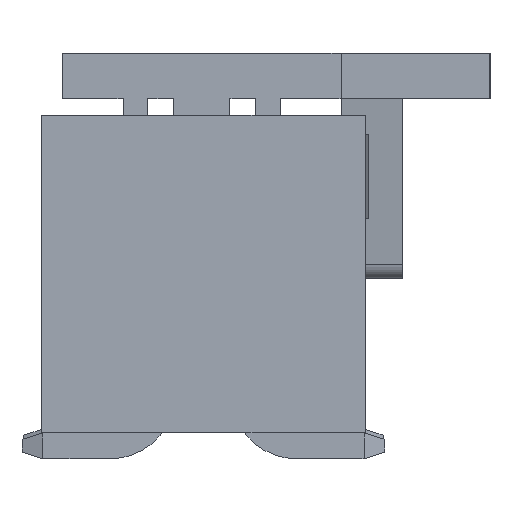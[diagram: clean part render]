
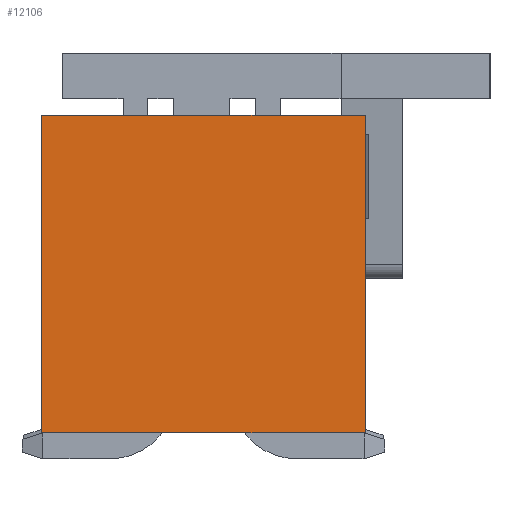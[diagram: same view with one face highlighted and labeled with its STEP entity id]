
A CAD part, left-side view. The second image highlights one B-rep face of the part: STEP entity #12106.
In plain terms, the highlighted planar face has unit normal (-1, 0, 0).
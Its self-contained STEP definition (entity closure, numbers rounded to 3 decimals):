
#1741=ORIENTED_EDGE('',*,*,#3526,.F.);
#1742=ORIENTED_EDGE('',*,*,#3502,.F.);
#1743=ORIENTED_EDGE('',*,*,#2851,.T.);
#1744=ORIENTED_EDGE('',*,*,#3742,.T.);
#2851=EDGE_CURVE('',#4182,#4181,#5039,.T.);
#3502=EDGE_CURVE('',#4182,#4638,#5690,.T.);
#3526=EDGE_CURVE('',#4638,#4645,#5714,.T.);
#3742=EDGE_CURVE('',#4181,#4645,#5930,.T.);
#4181=VERTEX_POINT('',#15142);
#4182=VERTEX_POINT('',#15144);
#4638=VERTEX_POINT('',#16428);
#4645=VERTEX_POINT('',#16460);
#5039=LINE('',#15143,#6361);
#5690=LINE('',#16427,#7012);
#5714=LINE('',#16459,#7036);
#5930=LINE('',#16889,#7252);
#6361=VECTOR('',#12833,1000.);
#7012=VECTOR('',#13838,1000.);
#7036=VECTOR('',#13864,1000.);
#7252=VECTOR('',#14192,1000.);
#7944=EDGE_LOOP('',(#1741,#1742,#1743,#1744));
#8424=FACE_BOUND('',#7944,.T.);
#8869=PLANE('',#12566);
#12106=ADVANCED_FACE('',(#8424),#8869,.T.);
#12566=AXIS2_PLACEMENT_3D('',#16890,#14193,#14194);
#12833=DIRECTION('',(0.,0.,1.));
#13838=DIRECTION('',(0.,1.,0.));
#13864=DIRECTION('',(0.,0.,1.));
#14192=DIRECTION('',(0.,1.,0.));
#14193=DIRECTION('',(-1.,0.,0.));
#14194=DIRECTION('',(0.,0.,1.));
#15142=CARTESIAN_POINT('',(-13.97,-2.5,2.45));
#15143=CARTESIAN_POINT('',(-13.97,-2.5,-2.45));
#15144=CARTESIAN_POINT('',(-13.97,-2.5,-2.45));
#16427=CARTESIAN_POINT('',(-13.97,-2.5,-2.45));
#16428=CARTESIAN_POINT('',(-13.97,2.5,-2.45));
#16459=CARTESIAN_POINT('',(-13.97,2.5,-2.45));
#16460=CARTESIAN_POINT('',(-13.97,2.5,2.45));
#16889=CARTESIAN_POINT('',(-13.97,-2.5,2.45));
#16890=CARTESIAN_POINT('',(-13.97,-2.5,-2.45));
